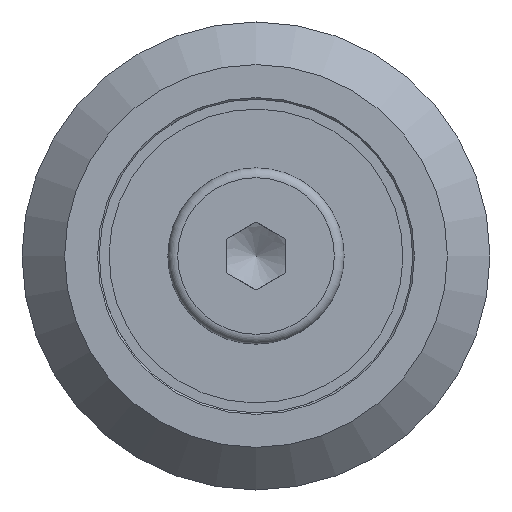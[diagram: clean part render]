
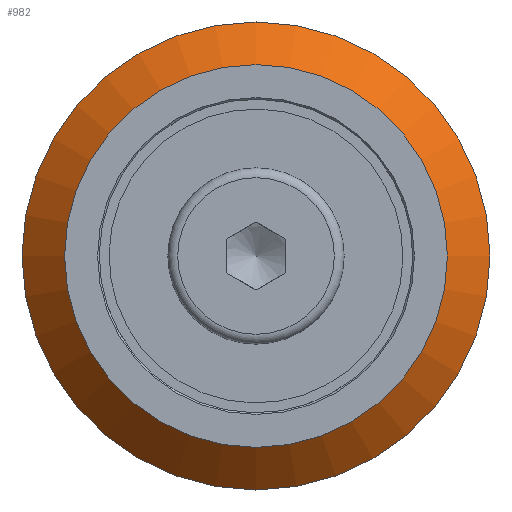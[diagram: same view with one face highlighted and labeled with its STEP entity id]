
A CAD part, left-side view. The second image highlights one B-rep face of the part: STEP entity #982.
In plain terms, the highlighted conical face has half-angle 45.066 degrees and reference radius 10.857 mm.
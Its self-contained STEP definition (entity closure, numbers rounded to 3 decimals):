
#157=FACE_OUTER_BOUND('',#226,.T.);
#226=EDGE_LOOP('',(#721,#722,#723,#724));
#308=LINE('',#1734,#358);
#358=VECTOR('',#1416,10.858);
#407=CIRCLE('',#1223,9.77);
#413=CIRCLE('',#1235,11.945);
#469=VERTEX_POINT('',#1707);
#475=VERTEX_POINT('',#1730);
#557=EDGE_CURVE('',#469,#469,#407,.T.);
#568=EDGE_CURVE('',#475,#475,#413,.T.);
#570=EDGE_CURVE('',#469,#475,#308,.T.);
#721=ORIENTED_EDGE('',*,*,#557,.F.);
#722=ORIENTED_EDGE('',*,*,#570,.T.);
#723=ORIENTED_EDGE('',*,*,#568,.T.);
#724=ORIENTED_EDGE('',*,*,#570,.F.);
#944=CONICAL_SURFACE('',#1236,10.858,0.787);
#982=ADVANCED_FACE('',(#157),#944,.T.);
#1223=AXIS2_PLACEMENT_3D('',#1708,#1382,#1383);
#1235=AXIS2_PLACEMENT_3D('',#1731,#1411,#1412);
#1236=AXIS2_PLACEMENT_3D('',#1733,#1414,#1415);
#1382=DIRECTION('center_axis',(1.,0.,0.));
#1383=DIRECTION('ref_axis',(0.,0.,-1.));
#1411=DIRECTION('center_axis',(1.,0.,0.));
#1412=DIRECTION('ref_axis',(0.,0.,-1.));
#1414=DIRECTION('center_axis',(-1.,0.,0.));
#1415=DIRECTION('ref_axis',(0.,1.,0.));
#1416=DIRECTION('',(-0.706,-0.708,0.));
#1707=CARTESIAN_POINT('',(5.115,-9.77,0.));
#1708=CARTESIAN_POINT('Origin',(5.115,0.,0.));
#1730=CARTESIAN_POINT('',(2.945,-11.945,0.));
#1731=CARTESIAN_POINT('Origin',(2.945,0.,0.));
#1733=CARTESIAN_POINT('Origin',(4.03,0.,0.));
#1734=CARTESIAN_POINT('',(4.03,-10.858,0.));
